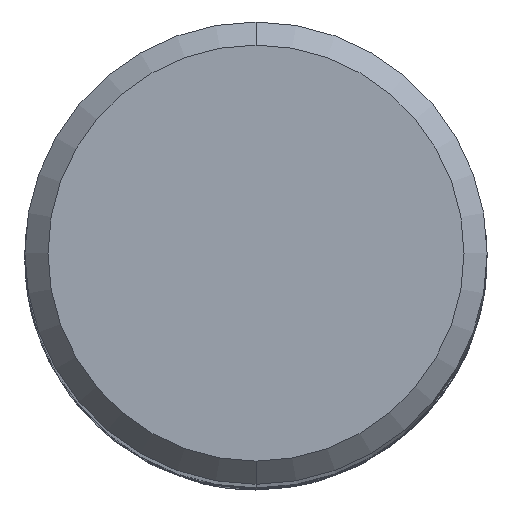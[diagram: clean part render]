
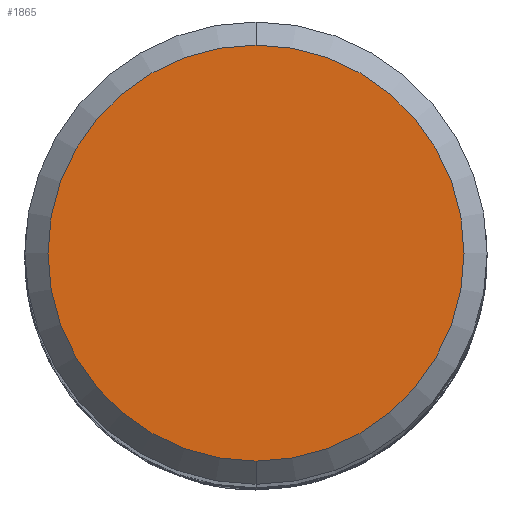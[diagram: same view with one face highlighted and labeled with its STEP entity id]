
A CAD part, top view. The second image highlights one B-rep face of the part: STEP entity #1865.
In plain terms, the highlighted planar face has unit normal (0, 0, 1).
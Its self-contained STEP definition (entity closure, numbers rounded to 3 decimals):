
#857=EDGE_CURVE('',#1605,#1645,#2239,.T.);
#1223=EDGE_CURVE('',#1645,#1605,#2640,.T.);
#1605=VERTEX_POINT('',#3051);
#1645=VERTEX_POINT('',#3095);
#1865=ADVANCED_FACE('',(#3333),#3334,.T.);
#2239=CIRCLE('',#5346,4.5);
#2640=CIRCLE('',#9558,4.5);
#3051=CARTESIAN_POINT('',(0.0,4.5,0.0));
#3095=CARTESIAN_POINT('',(0.,-4.5,0.0));
#3333=FACE_OUTER_BOUND('',#18590,.T.);
#3334=PLANE('',#18591);
#5346=AXIS2_PLACEMENT_3D('',#20750,#20751,#20752);
#9558=AXIS2_PLACEMENT_3D('',#21179,#21180,#21181);
#18590=EDGE_LOOP('',(#21778,#21779));
#18591=AXIS2_PLACEMENT_3D('',#21780,#21781,#21782);
#20750=CARTESIAN_POINT('',(0.0,0.0,0.0));
#20751=DIRECTION('',(0.0,0.0,-1.0));
#20752=DIRECTION('',(0.0,1.0,0.0));
#21179=CARTESIAN_POINT('',(0.0,0.0,0.0));
#21180=DIRECTION('',(0.0,0.0,-1.0));
#21181=DIRECTION('',(0.0,1.0,0.0));
#21778=ORIENTED_EDGE('',*,*,#857,.F.);
#21779=ORIENTED_EDGE('',*,*,#1223,.F.);
#21780=CARTESIAN_POINT('',(0.0,2.25,0.0));
#21781=DIRECTION('',(-0.0,0.0,1.0));
#21782=DIRECTION('',(0.0,-1.0,0.0));
